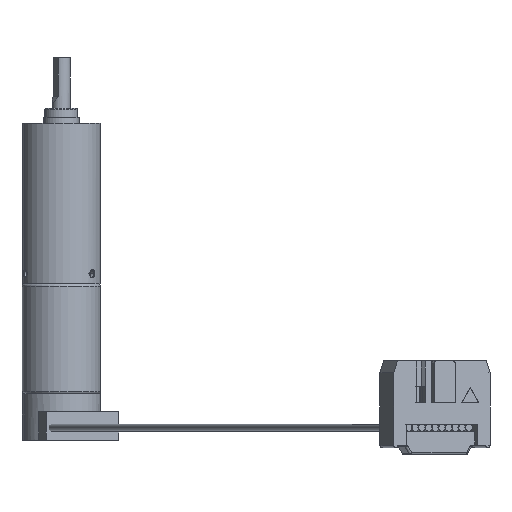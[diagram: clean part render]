
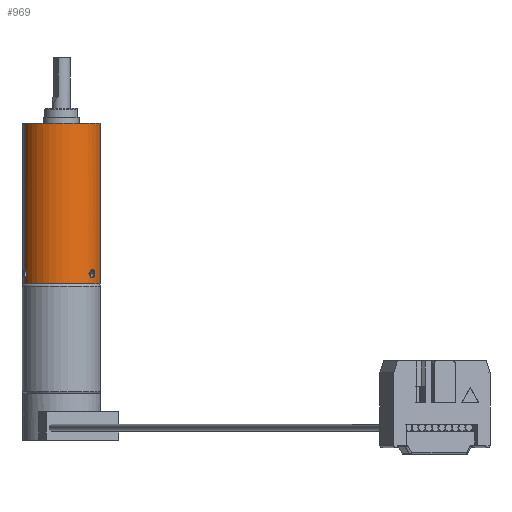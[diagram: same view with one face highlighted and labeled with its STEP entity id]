
A CAD part, front view. The second image highlights one B-rep face of the part: STEP entity #969.
In plain terms, the highlighted cylindrical face has radius 6.5 mm (diameter 13 mm), a partial arc.
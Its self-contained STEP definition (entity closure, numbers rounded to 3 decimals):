
#312 = VERTEX_POINT ( 'NONE', #5946 ) ;
#373 = ORIENTED_EDGE ( 'NONE', *, *, #5084, .F. ) ;
#522 = CARTESIAN_POINT ( 'NONE',  ( -50.123, 77.318, 17.721 ) ) ;
#545 = EDGE_CURVE ( 'NONE', #312, #3164, #1090, .T. ) ;
#590 = CARTESIAN_POINT ( 'NONE',  ( -38.687, 76.509, 18.063 ) ) ;
#656 = CARTESIAN_POINT ( 'NONE',  ( -39.253, 75.742, 19.041 ) ) ;
#708 = VERTEX_POINT ( 'NONE', #2511 ) ;
#920 = VERTEX_POINT ( 'NONE', #5843 ) ;
#969 = ADVANCED_FACE ( 'NONE', ( #4335, #3151 ), #4148, .T. ) ;
#1090 = CIRCLE ( 'NONE', #2944, 6.5 ) ;
#1150 = LINE ( 'NONE', #4893, #1327 ) ;
#1160 = CARTESIAN_POINT ( 'NONE',  ( -38.92, 76.162, 17.722 ) ) ;
#1193 = ORIENTED_EDGE ( 'NONE', *, *, #5586, .T. ) ;
#1219 = CARTESIAN_POINT ( 'NONE',  ( -38.921, 76.161, 19.122 ) ) ;
#1300 = CARTESIAN_POINT ( 'NONE',  ( -50.192, 77.484, 16.721 ) ) ;
#1327 = VECTOR ( 'NONE', #2004, 1000. ) ;
#1395 = CARTESIAN_POINT ( 'NONE',  ( -50.192, 77.484, 17.721 ) ) ;
#1744 = CARTESIAN_POINT ( 'NONE',  ( -39.253, 75.742, 17.802 ) ) ;
#1807 = CARTESIAN_POINT ( 'NONE',  ( -38.686, 76.511, 18.778 ) ) ;
#1928 = EDGE_CURVE ( 'NONE', #708, #4256, #4654, .T. ) ;
#1933 = CARTESIAN_POINT ( 'NONE',  ( -50.192, 77.484, 19.121 ) ) ;
#1953 = ORIENTED_EDGE ( 'NONE', *, *, #1928, .T. ) ;
#2004 = DIRECTION ( 'NONE',  ( 0., 0., 1. ) ) ;
#2070 = VECTOR ( 'NONE', #6515, 1000. ) ;
#2292 = ORIENTED_EDGE ( 'NONE', *, *, #545, .T. ) ;
#2302 = CARTESIAN_POINT ( 'NONE',  ( -38.652, 76.568, 18.243 ) ) ;
#2321 = CARTESIAN_POINT ( 'NONE',  ( -39.462, 75.512, 18.243 ) ) ;
#2344 = ORIENTED_EDGE ( 'NONE', *, *, #2927, .F. ) ;
#2385 = CARTESIAN_POINT ( 'NONE',  ( -38.652, 76.568, 18.421 ) ) ;
#2401 = DIRECTION ( 'NONE',  ( 0.924, 0.383, 0. ) ) ;
#2404 = AXIS2_PLACEMENT_3D ( 'NONE', #2693, #6778, #3284 ) ;
#2511 = CARTESIAN_POINT ( 'NONE',  ( -39.462, 75.512, 18.421 ) ) ;
#2671 = CARTESIAN_POINT ( 'NONE',  ( -38.652, 76.568, 18.421 ) ) ;
#2693 = CARTESIAN_POINT ( 'NONE',  ( -44.188, 79.974, 16.721 ) ) ;
#2747 = DIRECTION ( 'NONE',  ( 0., 0., -1. ) ) ;
#2817 = CARTESIAN_POINT ( 'NONE',  ( -49.938, 76.941, 18.777 ) ) ;
#2927 = EDGE_CURVE ( 'NONE', #3903, #3164, #6722, .T. ) ;
#2944 = AXIS2_PLACEMENT_3D ( 'NONE', #6245, #2747, #6830 ) ;
#2987 = DIRECTION ( 'NONE',  ( 0., 0., 1. ) ) ;
#3002 = ORIENTED_EDGE ( 'NONE', *, *, #5544, .T. ) ;
#3151 = FACE_BOUND ( 'NONE', #3820, .T. ) ;
#3164 = VERTEX_POINT ( 'NONE', #5112 ) ;
#3273 = CARTESIAN_POINT ( 'NONE',  ( -50.192, 77.484, 16.721 ) ) ;
#3284 = DIRECTION ( 'NONE',  ( -0.924, -0.383, 0. ) ) ;
#3409 = CARTESIAN_POINT ( 'NONE',  ( -49.906, 76.883, 18.242 ) ) ;
#3527 = CARTESIAN_POINT ( 'NONE',  ( -39.462, 75.512, 18.421 ) ) ;
#3820 = EDGE_LOOP ( 'NONE', ( #1953, #5617 ) ) ;
#3903 = VERTEX_POINT ( 'NONE', #1933 ) ;
#3985 = CARTESIAN_POINT ( 'NONE',  ( -50.048, 77.159, 17.802 ) ) ;
#4111 = CARTESIAN_POINT ( 'NONE',  ( -39.415, 75.56, 18.778 ) ) ;
#4148 = CYLINDRICAL_SURFACE ( 'NONE', #7111, 6.5 ) ;
#4256 = VERTEX_POINT ( 'NONE', #2671 ) ;
#4321 = B_SPLINE_CURVE_WITH_KNOTS ( 'NONE', 3,
 ( #5714, #5132, #6319, #2817, #6893, #3409, #7473, #3985, #522, #4577 ),
 .UNSPECIFIED., .F., .F.,
 ( 4, 2, 2, 2, 4 ),
 ( 0.004, 0.004, 0.005, 0.005, 0.006 ),
 .UNSPECIFIED. ) ;
#4335 = FACE_OUTER_BOUND ( 'NONE', #6290, .T. ) ;
#4351 = VERTEX_POINT ( 'NONE', #3273 ) ;
#4403 = VECTOR ( 'NONE', #7365, 1000. ) ;
#4475 = CARTESIAN_POINT ( 'NONE',  ( -38.184, 82.464, 16.721 ) ) ;
#4577 = CARTESIAN_POINT ( 'NONE',  ( -50.192, 77.484, 17.721 ) ) ;
#4635 = CARTESIAN_POINT ( 'NONE',  ( -38.82, 76.307, 17.803 ) ) ;
#4654 = B_SPLINE_CURVE_WITH_KNOTS ( 'NONE', 3,
 ( #3527, #7022, #4111, #656, #4696, #1219, #5288, #1807, #5858, #2385 ),
 .UNSPECIFIED., .F., .F.,
 ( 4, 2, 2, 2, 4 ),
 ( 0.003, 0.004, 0.004, 0.005, 0.005 ),
 .UNSPECIFIED. ) ;
#4696 = CARTESIAN_POINT ( 'NONE',  ( -39.139, 75.876, 19.121 ) ) ;
#4893 = CARTESIAN_POINT ( 'NONE',  ( -50.192, 77.484, 16.721 ) ) ;
#5060 = VERTEX_POINT ( 'NONE', #1395 ) ;
#5084 = EDGE_CURVE ( 'NONE', #4351, #5060, #1150, .T. ) ;
#5112 = CARTESIAN_POINT ( 'NONE',  ( -50.192, 77.484, 43.321 ) ) ;
#5132 = CARTESIAN_POINT ( 'NONE',  ( -50.124, 77.319, 19.121 ) ) ;
#5223 = CARTESIAN_POINT ( 'NONE',  ( -39.138, 75.877, 17.721 ) ) ;
#5288 = CARTESIAN_POINT ( 'NONE',  ( -38.821, 76.305, 19.042 ) ) ;
#5544 = EDGE_CURVE ( 'NONE', #920, #312, #7502, .T. ) ;
#5586 = EDGE_CURVE ( 'NONE', #3903, #5060, #4321, .T. ) ;
#5617 = ORIENTED_EDGE ( 'NONE', *, *, #7289, .T. ) ;
#5714 = CARTESIAN_POINT ( 'NONE',  ( -50.192, 77.484, 19.121 ) ) ;
#5804 = CARTESIAN_POINT ( 'NONE',  ( -39.414, 75.561, 18.063 ) ) ;
#5843 = CARTESIAN_POINT ( 'NONE',  ( -38.184, 82.464, 16.721 ) ) ;
#5858 = CARTESIAN_POINT ( 'NONE',  ( -38.652, 76.568, 18.6 ) ) ;
#5946 = CARTESIAN_POINT ( 'NONE',  ( -38.184, 82.464, 43.321 ) ) ;
#6245 = CARTESIAN_POINT ( 'NONE',  ( -44.188, 79.974, 43.321 ) ) ;
#6290 = EDGE_LOOP ( 'NONE', ( #373, #6314, #3002, #2292, #2344, #1193 ) ) ;
#6314 = ORIENTED_EDGE ( 'NONE', *, *, #7154, .F. ) ;
#6319 = CARTESIAN_POINT ( 'NONE',  ( -50.048, 77.16, 19.042 ) ) ;
#6404 = CARTESIAN_POINT ( 'NONE',  ( -39.462, 75.512, 18.421 ) ) ;
#6481 = B_SPLINE_CURVE_WITH_KNOTS ( 'NONE', 3,
 ( #6955, #2302, #590, #4635, #1160, #5223, #1744, #5804, #2321, #6404 ),
 .UNSPECIFIED., .F., .F.,
 ( 4, 2, 2, 2, 4 ),
 ( 0.001, 0.001, 0.002, 0.003, 0.003 ),
 .UNSPECIFIED. ) ;
#6488 = CARTESIAN_POINT ( 'NONE',  ( -44.188, 79.974, 16.721 ) ) ;
#6515 = DIRECTION ( 'NONE',  ( 0., 0., 1. ) ) ;
#6722 = LINE ( 'NONE', #1300, #2070 ) ;
#6778 = DIRECTION ( 'NONE',  ( 0., 0., -1. ) ) ;
#6830 = DIRECTION ( 'NONE',  ( -0.924, -0.383, 0. ) ) ;
#6893 = CARTESIAN_POINT ( 'NONE',  ( -49.905, 76.882, 18.598 ) ) ;
#6955 = CARTESIAN_POINT ( 'NONE',  ( -38.652, 76.568, 18.421 ) ) ;
#7022 = CARTESIAN_POINT ( 'NONE',  ( -39.462, 75.512, 18.6 ) ) ;
#7111 = AXIS2_PLACEMENT_3D ( 'NONE', #6488, #2987, #2401 ) ;
#7154 = EDGE_CURVE ( 'NONE', #920, #4351, #7203, .T. ) ;
#7203 = CIRCLE ( 'NONE', #2404, 6.5 ) ;
#7289 = EDGE_CURVE ( 'NONE', #4256, #708, #6481, .T. ) ;
#7365 = DIRECTION ( 'NONE',  ( 0., 0., 1. ) ) ;
#7473 = CARTESIAN_POINT ( 'NONE',  ( -49.939, 76.943, 18.062 ) ) ;
#7502 = LINE ( 'NONE', #4475, #4403 ) ;
